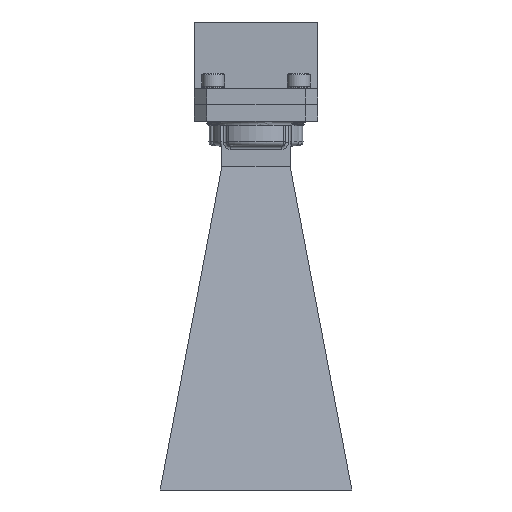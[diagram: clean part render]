
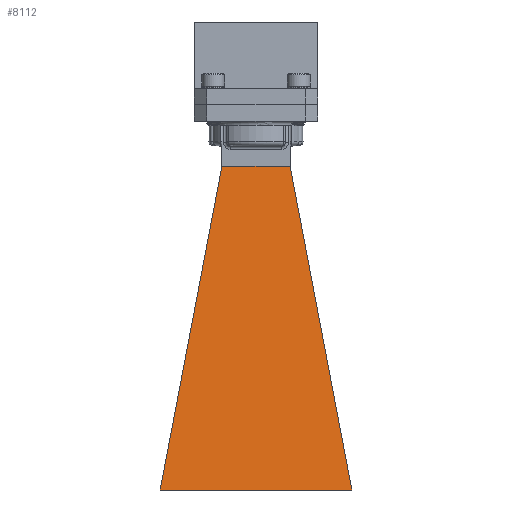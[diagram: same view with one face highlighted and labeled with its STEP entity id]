
A CAD part, front view. The second image highlights one B-rep face of the part: STEP entity #8112.
In plain terms, the highlighted planar face has unit normal (0, -0.993, 0.12).
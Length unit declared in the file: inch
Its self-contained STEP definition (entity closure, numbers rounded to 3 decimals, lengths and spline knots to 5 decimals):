
#943 = EDGE_LOOP ( 'NONE', ( #9669, #10224, #17731, #5932 ) ) ;
#1108 = VECTOR ( 'NONE', #16587, 39.37008 ) ;
#1351 = VERTEX_POINT ( 'NONE', #3028 ) ;
#1482 = DIRECTION ( 'NONE',  ( 0., -0.12, -0.993 ) ) ;
#1560 = CARTESIAN_POINT ( 'NONE',  ( 0., -0.13391, 0.01625 ) ) ;
#2035 = CARTESIAN_POINT ( 'NONE',  ( -0.415, -0.2275, -0.755 ) ) ;
#2145 = CARTESIAN_POINT ( 'NONE',  ( -0.415, -0.2275, -0.755 ) ) ;
#2811 = VERTEX_POINT ( 'NONE', #15814 ) ;
#2934 = FACE_OUTER_BOUND ( 'NONE', #943, .T. ) ;
#3028 = CARTESIAN_POINT ( 'NONE',  ( 1.165, -0.705, -4.69 ) ) ;
#4020 = DIRECTION ( 'NONE',  ( 0.186, 0.118, 0.975 ) ) ;
#5932 = ORIENTED_EDGE ( 'NONE', *, *, #20113, .T. ) ;
#5938 = CARTESIAN_POINT ( 'NONE',  ( 0.415, -0.2275, -0.755 ) ) ;
#6895 = VERTEX_POINT ( 'NONE', #2035 ) ;
#7533 = VERTEX_POINT ( 'NONE', #20786 ) ;
#8112 = ADVANCED_FACE ( 'NONE', ( #2934 ), #9105, .T. ) ;
#9053 = DIRECTION ( 'NONE',  ( 1., 0., 0. ) ) ;
#9105 = PLANE ( 'NONE',  #13812 ) ;
#9124 = CARTESIAN_POINT ( 'NONE',  ( 1.165, -0.705, -4.69 ) ) ;
#9669 = ORIENTED_EDGE ( 'NONE', *, *, #15324, .T. ) ;
#9948 = LINE ( 'NONE', #18467, #12609 ) ;
#10158 = LINE ( 'NONE', #23463, #19786 ) ;
#10224 = ORIENTED_EDGE ( 'NONE', *, *, #22443, .T. ) ;
#11939 = CARTESIAN_POINT ( 'NONE',  ( -0.13833, -0.2275, -0.755 ) ) ;
#12452 = EDGE_CURVE ( 'NONE', #7533, #6895, #10158, .T. ) ;
#12609 = VECTOR ( 'NONE', #9053, 39.37008 ) ;
#13524 = CARTESIAN_POINT ( 'NONE',  ( 0.13833, -0.2275, -0.755 ) ) ;
#13812 = AXIS2_PLACEMENT_3D ( 'NONE', #1560, #16658, #1482 ) ;
#15324 = EDGE_CURVE ( 'NONE', #1351, #2811, #18202, .T. ) ;
#15814 = CARTESIAN_POINT ( 'NONE',  ( 0.415, -0.2275, -0.755 ) ) ;
#16587 = DIRECTION ( 'NONE',  ( -0.186, 0.118, 0.975 ) ) ;
#16658 = DIRECTION ( 'NONE',  ( 0., -0.993, 0.12 ) ) ;
#17731 = ORIENTED_EDGE ( 'NONE', *, *, #12452, .F. ) ;
#18202 = LINE ( 'NONE', #9124, #1108 ) ;
#18467 = CARTESIAN_POINT ( 'NONE',  ( -1.165, -0.705, -4.69 ) ) ;
#19786 = VECTOR ( 'NONE', #4020, 39.37008 ) ;
#20113 = EDGE_CURVE ( 'NONE', #7533, #1351, #9948, .T. ) ;
#20786 = CARTESIAN_POINT ( 'NONE',  ( -1.165, -0.705, -4.69 ) ) ;
#21701 = B_SPLINE_CURVE_WITH_KNOTS ( 'NONE', 3,
 ( #5938, #13524, #11939, #2145 ),
 .UNSPECIFIED., .F., .F.,
 ( 4, 4 ),
 ( 0., 1. ),
 .UNSPECIFIED. ) ;
#22443 = EDGE_CURVE ( 'NONE', #2811, #6895, #21701, .T. ) ;
#23463 = CARTESIAN_POINT ( 'NONE',  ( -1.165, -0.705, -4.69 ) ) ;
